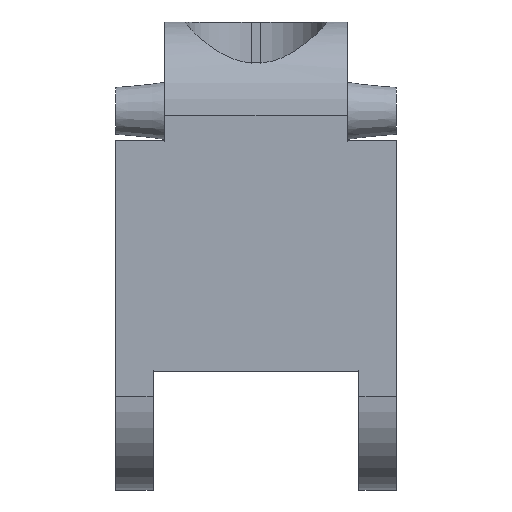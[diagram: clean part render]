
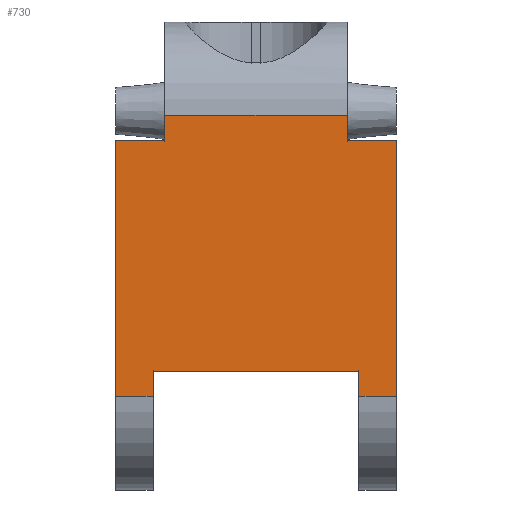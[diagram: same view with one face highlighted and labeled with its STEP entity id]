
A CAD part, top view. The second image highlights one B-rep face of the part: STEP entity #730.
In plain terms, the highlighted planar face has unit normal (0, 0, 1).
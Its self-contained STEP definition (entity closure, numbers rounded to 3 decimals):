
#46=PLANE('',#809);
#81=FACE_OUTER_BOUND('',#124,.T.);
#124=EDGE_LOOP('',(#657,#658,#659,#660,#661,#662,#663,#664,#665,#666,#667,
#668));
#150=LINE('',#1136,#223);
#171=LINE('',#1180,#244);
#177=LINE('',#1196,#250);
#180=LINE('',#1206,#253);
#186=LINE('',#1223,#259);
#193=LINE('',#1244,#266);
#194=LINE('',#1252,#267);
#197=LINE('',#1261,#270);
#199=LINE('',#1265,#272);
#200=LINE('',#1267,#273);
#201=LINE('',#1268,#274);
#202=LINE('',#1269,#275);
#223=VECTOR('',#877,1.);
#244=VECTOR('',#912,1.);
#250=VECTOR('',#926,1.);
#253=VECTOR('',#937,1.);
#259=VECTOR('',#953,1.);
#266=VECTOR('',#974,1.);
#267=VECTOR('',#983,1.);
#270=VECTOR('',#994,1.);
#272=VECTOR('',#1000,1.);
#273=VECTOR('',#1003,1.);
#274=VECTOR('',#1004,1.);
#275=VECTOR('',#1005,1.);
#331=VERTEX_POINT('',#1133);
#332=VERTEX_POINT('',#1135);
#347=VERTEX_POINT('',#1177);
#348=VERTEX_POINT('',#1179);
#353=VERTEX_POINT('',#1193);
#354=VERTEX_POINT('',#1195);
#357=VERTEX_POINT('',#1205);
#363=VERTEX_POINT('',#1221);
#369=VERTEX_POINT('',#1241);
#370=VERTEX_POINT('',#1243);
#372=VERTEX_POINT('',#1249);
#373=VERTEX_POINT('',#1251);
#409=EDGE_CURVE('',#331,#332,#150,.T.);
#432=EDGE_CURVE('',#347,#348,#171,.T.);
#440=EDGE_CURVE('',#354,#353,#177,.T.);
#445=EDGE_CURVE('',#357,#332,#180,.T.);
#454=EDGE_CURVE('',#363,#331,#186,.T.);
#464=EDGE_CURVE('',#370,#369,#193,.T.);
#468=EDGE_CURVE('',#372,#373,#194,.T.);
#473=EDGE_CURVE('',#372,#370,#197,.T.);
#475=EDGE_CURVE('',#347,#354,#199,.T.);
#476=EDGE_CURVE('',#369,#348,#200,.T.);
#477=EDGE_CURVE('',#357,#353,#201,.T.);
#478=EDGE_CURVE('',#363,#373,#202,.T.);
#657=ORIENTED_EDGE('',*,*,#476,.T.);
#658=ORIENTED_EDGE('',*,*,#432,.F.);
#659=ORIENTED_EDGE('',*,*,#475,.T.);
#660=ORIENTED_EDGE('',*,*,#440,.T.);
#661=ORIENTED_EDGE('',*,*,#477,.F.);
#662=ORIENTED_EDGE('',*,*,#445,.T.);
#663=ORIENTED_EDGE('',*,*,#409,.F.);
#664=ORIENTED_EDGE('',*,*,#454,.F.);
#665=ORIENTED_EDGE('',*,*,#478,.T.);
#666=ORIENTED_EDGE('',*,*,#468,.F.);
#667=ORIENTED_EDGE('',*,*,#473,.T.);
#668=ORIENTED_EDGE('',*,*,#464,.T.);
#730=ADVANCED_FACE('',(#81),#46,.T.);
#809=AXIS2_PLACEMENT_3D('',#1266,#1001,#1002);
#877=DIRECTION('',(1.,0.,0.));
#912=DIRECTION('',(0.,1.,0.));
#926=DIRECTION('',(0.,1.,0.));
#937=DIRECTION('',(0.,1.,0.));
#953=DIRECTION('',(0.,1.,0.));
#974=DIRECTION('',(0.,1.,0.));
#983=DIRECTION('',(0.,1.,0.));
#994=DIRECTION('',(1.,0.,0.));
#1000=DIRECTION('',(1.,0.,0.));
#1001=DIRECTION('center_axis',(0.,0.,1.));
#1002=DIRECTION('ref_axis',(1.,0.,0.));
#1003=DIRECTION('',(1.,0.,0.));
#1004=DIRECTION('',(1.,0.,0.));
#1005=DIRECTION('',(-1.,0.,0.));
#1133=CARTESIAN_POINT('',(-1.95,3.,4.));
#1135=CARTESIAN_POINT('',(1.95,3.,4.));
#1136=CARTESIAN_POINT('',(-3.,3.,4.));
#1177=CARTESIAN_POINT('',(2.2,-3.,4.));
#1179=CARTESIAN_POINT('',(2.2,-2.464,4.));
#1180=CARTESIAN_POINT('',(2.2,-2.5,4.));
#1193=CARTESIAN_POINT('',(3.,2.464,4.));
#1195=CARTESIAN_POINT('',(3.,-3.,4.));
#1196=CARTESIAN_POINT('',(3.,-3.,4.));
#1205=CARTESIAN_POINT('',(1.95,2.464,4.));
#1206=CARTESIAN_POINT('',(1.95,0.5,4.));
#1221=CARTESIAN_POINT('',(-1.95,2.464,4.));
#1223=CARTESIAN_POINT('',(-1.95,0.5,4.));
#1241=CARTESIAN_POINT('',(-2.2,-2.464,4.));
#1243=CARTESIAN_POINT('',(-2.2,-3.,4.));
#1244=CARTESIAN_POINT('',(-2.2,-2.5,4.));
#1249=CARTESIAN_POINT('',(-3.,-3.,4.));
#1251=CARTESIAN_POINT('',(-3.,2.464,4.));
#1252=CARTESIAN_POINT('',(-3.,-3.,4.));
#1261=CARTESIAN_POINT('',(-3.,-3.,4.));
#1265=CARTESIAN_POINT('',(-3.,-3.,4.));
#1266=CARTESIAN_POINT('Origin',(-3.,-3.,4.));
#1267=CARTESIAN_POINT('',(-2.6,-2.464,4.));
#1268=CARTESIAN_POINT('',(-0.525,2.464,4.));
#1269=CARTESIAN_POINT('',(-2.475,2.464,4.));
